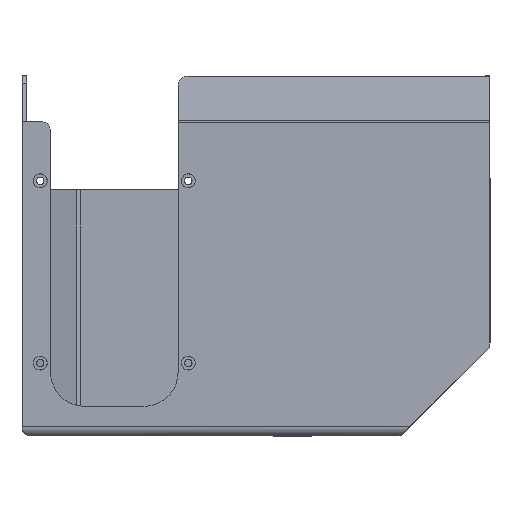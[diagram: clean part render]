
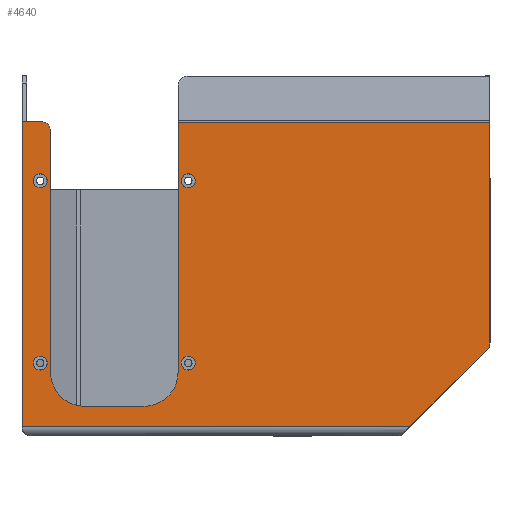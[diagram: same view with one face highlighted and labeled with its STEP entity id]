
A CAD part, left-side view. The second image highlights one B-rep face of the part: STEP entity #4640.
In plain terms, the highlighted planar face has unit normal (-1, 0, 0).
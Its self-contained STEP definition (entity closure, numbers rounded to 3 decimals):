
#138=FACE_BOUND('',#904,.T.);
#139=FACE_BOUND('',#905,.T.);
#140=FACE_BOUND('',#906,.T.);
#141=FACE_BOUND('',#907,.T.);
#199=PLANE('',#4991);
#627=FACE_OUTER_BOUND('',#903,.T.);
#903=EDGE_LOOP('',(#3420,#3421,#3422,#3423,#3424,#3425,#3426,#3427,#3428,
#3429,#3430,#3431,#3432));
#904=EDGE_LOOP('',(#3433));
#905=EDGE_LOOP('',(#3434));
#906=EDGE_LOOP('',(#3435));
#907=EDGE_LOOP('',(#3436));
#1219=LINE('',#6879,#1587);
#1270=LINE('',#7047,#1638);
#1271=LINE('',#7050,#1639);
#1272=LINE('',#7053,#1640);
#1273=LINE('',#7055,#1641);
#1274=LINE('',#7059,#1642);
#1275=LINE('',#7063,#1643);
#1276=LINE('',#7067,#1644);
#1277=LINE('',#7068,#1645);
#1587=VECTOR('',#5513,10.);
#1638=VECTOR('',#5674,10.);
#1639=VECTOR('',#5677,10.);
#1640=VECTOR('',#5680,10.);
#1641=VECTOR('',#5681,10.);
#1642=VECTOR('',#5684,10.);
#1643=VECTOR('',#5687,10.);
#1644=VECTOR('',#5690,10.);
#1645=VECTOR('',#5691,10.);
#1959=CIRCLE('',#4992,4.);
#1960=CIRCLE('',#4993,15.);
#1961=CIRCLE('',#4994,15.);
#1962=CIRCLE('',#4995,4.);
#1963=CIRCLE('',#4996,3.05);
#1964=CIRCLE('',#4997,3.05);
#1965=CIRCLE('',#4998,3.05);
#1966=CIRCLE('',#4999,3.05);
#2186=VERTEX_POINT('',#6876);
#2187=VERTEX_POINT('',#6878);
#2192=VERTEX_POINT('',#6894);
#2249=VERTEX_POINT('',#7045);
#2250=VERTEX_POINT('',#7049);
#2251=VERTEX_POINT('',#7052);
#2252=VERTEX_POINT('',#7054);
#2253=VERTEX_POINT('',#7056);
#2254=VERTEX_POINT('',#7058);
#2255=VERTEX_POINT('',#7060);
#2256=VERTEX_POINT('',#7062);
#2257=VERTEX_POINT('',#7064);
#2258=VERTEX_POINT('',#7066);
#2259=VERTEX_POINT('',#7069);
#2260=VERTEX_POINT('',#7071);
#2261=VERTEX_POINT('',#7073);
#2262=VERTEX_POINT('',#7075);
#2633=EDGE_CURVE('',#2187,#2186,#1219,.T.);
#2713=EDGE_CURVE('',#2249,#2192,#1270,.T.);
#2714=EDGE_CURVE('',#2250,#2249,#1271,.T.);
#2715=EDGE_CURVE('',#2187,#2250,#1959,.T.);
#2716=EDGE_CURVE('',#2186,#2251,#1272,.T.);
#2717=EDGE_CURVE('',#2251,#2252,#1273,.T.);
#2718=EDGE_CURVE('',#2252,#2253,#1960,.T.);
#2719=EDGE_CURVE('',#2253,#2254,#1274,.T.);
#2720=EDGE_CURVE('',#2254,#2255,#1961,.T.);
#2721=EDGE_CURVE('',#2255,#2256,#1275,.T.);
#2722=EDGE_CURVE('',#2257,#2256,#1962,.T.);
#2723=EDGE_CURVE('',#2257,#2258,#1276,.T.);
#2724=EDGE_CURVE('',#2192,#2258,#1277,.T.);
#2725=EDGE_CURVE('',#2259,#2259,#1963,.T.);
#2726=EDGE_CURVE('',#2260,#2260,#1964,.T.);
#2727=EDGE_CURVE('',#2261,#2261,#1965,.T.);
#2728=EDGE_CURVE('',#2262,#2262,#1966,.T.);
#3420=ORIENTED_EDGE('',*,*,#2713,.F.);
#3421=ORIENTED_EDGE('',*,*,#2714,.F.);
#3422=ORIENTED_EDGE('',*,*,#2715,.F.);
#3423=ORIENTED_EDGE('',*,*,#2633,.T.);
#3424=ORIENTED_EDGE('',*,*,#2716,.T.);
#3425=ORIENTED_EDGE('',*,*,#2717,.T.);
#3426=ORIENTED_EDGE('',*,*,#2718,.T.);
#3427=ORIENTED_EDGE('',*,*,#2719,.T.);
#3428=ORIENTED_EDGE('',*,*,#2720,.T.);
#3429=ORIENTED_EDGE('',*,*,#2721,.T.);
#3430=ORIENTED_EDGE('',*,*,#2722,.F.);
#3431=ORIENTED_EDGE('',*,*,#2723,.T.);
#3432=ORIENTED_EDGE('',*,*,#2724,.F.);
#3433=ORIENTED_EDGE('',*,*,#2725,.T.);
#3434=ORIENTED_EDGE('',*,*,#2726,.T.);
#3435=ORIENTED_EDGE('',*,*,#2727,.T.);
#3436=ORIENTED_EDGE('',*,*,#2728,.T.);
#4640=ADVANCED_FACE('',(#627,#138,#139,#140,#141),#199,.T.);
#4991=AXIS2_PLACEMENT_3D('',#7048,#5675,#5676);
#4992=AXIS2_PLACEMENT_3D('',#7051,#5678,#5679);
#4993=AXIS2_PLACEMENT_3D('',#7057,#5682,#5683);
#4994=AXIS2_PLACEMENT_3D('',#7061,#5685,#5686);
#4995=AXIS2_PLACEMENT_3D('',#7065,#5688,#5689);
#4996=AXIS2_PLACEMENT_3D('',#7070,#5692,#5693);
#4997=AXIS2_PLACEMENT_3D('',#7072,#5694,#5695);
#4998=AXIS2_PLACEMENT_3D('',#7074,#5696,#5697);
#4999=AXIS2_PLACEMENT_3D('',#7076,#5698,#5699);
#5513=DIRECTION('',(0.,0.,1.));
#5674=DIRECTION('',(0.,1.,0.));
#5675=DIRECTION('center_axis',(-1.,0.,0.));
#5676=DIRECTION('ref_axis',(0.,-1.,0.));
#5677=DIRECTION('',(0.,0.707,-0.707));
#5678=DIRECTION('center_axis',(1.,0.,0.));
#5679=DIRECTION('ref_axis',(0.,-0.924,-0.383));
#5680=DIRECTION('',(0.,1.,0.));
#5681=DIRECTION('',(0.,0.,-1.));
#5682=DIRECTION('center_axis',(1.,0.,0.));
#5683=DIRECTION('ref_axis',(0.,0.,1.));
#5684=DIRECTION('',(0.,1.,0.));
#5685=DIRECTION('center_axis',(1.,0.,0.));
#5686=DIRECTION('ref_axis',(0.,-1.,0.));
#5687=DIRECTION('',(0.,0.,1.));
#5688=DIRECTION('center_axis',(1.,0.,0.));
#5689=DIRECTION('ref_axis',(0.,-0.707,0.707));
#5690=DIRECTION('',(0.,1.,0.));
#5691=DIRECTION('',(0.,0.,1.));
#5692=DIRECTION('center_axis',(1.,0.,0.));
#5693=DIRECTION('ref_axis',(0.,-1.,0.));
#5694=DIRECTION('center_axis',(1.,0.,0.));
#5695=DIRECTION('ref_axis',(0.,-1.,0.));
#5696=DIRECTION('center_axis',(1.,0.,0.));
#5697=DIRECTION('ref_axis',(0.,-1.,0.));
#5698=DIRECTION('center_axis',(1.,0.,0.));
#5699=DIRECTION('ref_axis',(0.,-1.,0.));
#6876=CARTESIAN_POINT('',(-346.,-69.,71.749));
#6878=CARTESIAN_POINT('',(-346.,-69.,-25.172));
#6879=CARTESIAN_POINT('',(-346.,-69.,-26.828));
#6894=CARTESIAN_POINT('',(-346.,136.4,-62.));
#7045=CARTESIAN_POINT('',(-346.,-33.828,-62.));
#7047=CARTESIAN_POINT('',(-346.,564.684,-62.));
#7048=CARTESIAN_POINT('Origin',(-346.,132.4,-62.));
#7049=CARTESIAN_POINT('',(-346.,-67.828,-28.));
#7050=CARTESIAN_POINT('',(-346.,-31.,-64.828));
#7051=CARTESIAN_POINT('Origin',(-346.,-65.,-25.172));
#7052=CARTESIAN_POINT('',(-346.,67.9,71.749));
#7053=CARTESIAN_POINT('',(-346.,100.15,71.749));
#7054=CARTESIAN_POINT('',(-346.,67.9,-38.));
#7055=CARTESIAN_POINT('',(-346.,67.9,20.));
#7056=CARTESIAN_POINT('',(-346.,82.9,-53.));
#7057=CARTESIAN_POINT('Origin',(-346.,82.9,-38.));
#7058=CARTESIAN_POINT('',(-346.,108.9,-53.));
#7059=CARTESIAN_POINT('',(-346.,107.65,-53.));
#7060=CARTESIAN_POINT('',(-346.,123.9,-38.));
#7061=CARTESIAN_POINT('Origin',(-346.,108.9,-38.));
#7062=CARTESIAN_POINT('',(-346.,123.9,68.));
#7063=CARTESIAN_POINT('',(-346.,123.9,-50.));
#7064=CARTESIAN_POINT('',(-346.,127.9,72.));
#7065=CARTESIAN_POINT('Origin',(-346.,127.9,68.));
#7066=CARTESIAN_POINT('',(-346.,136.4,72.));
#7067=CARTESIAN_POINT('',(-346.,128.15,72.));
#7068=CARTESIAN_POINT('',(-346.,136.4,92.));
#7069=CARTESIAN_POINT('',(-346.,131.45,-34.));
#7070=CARTESIAN_POINT('Origin',(-346.,128.4,-34.));
#7071=CARTESIAN_POINT('',(-346.,131.45,46.));
#7072=CARTESIAN_POINT('Origin',(-346.,128.4,46.));
#7073=CARTESIAN_POINT('',(-346.,66.45,-34.));
#7074=CARTESIAN_POINT('Origin',(-346.,63.4,-34.));
#7075=CARTESIAN_POINT('',(-346.,66.45,46.));
#7076=CARTESIAN_POINT('Origin',(-346.,63.4,46.));
